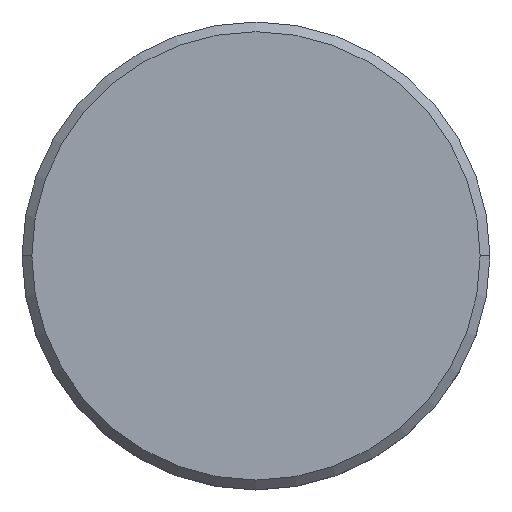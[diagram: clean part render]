
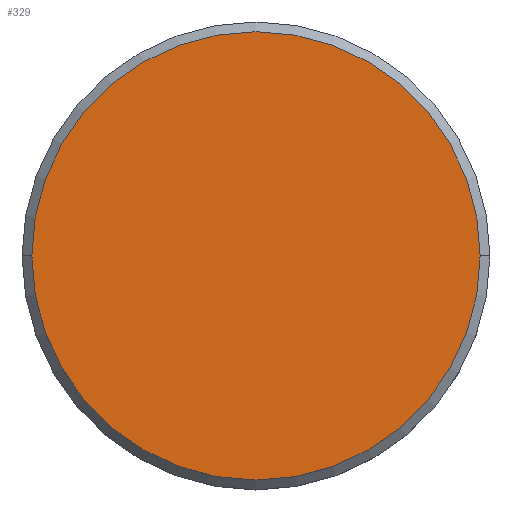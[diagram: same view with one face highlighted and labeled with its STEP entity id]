
A CAD part, top view. The second image highlights one B-rep face of the part: STEP entity #329.
In plain terms, the highlighted planar face has unit normal (0, 0, 1).
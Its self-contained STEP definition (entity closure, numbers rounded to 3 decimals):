
#20 = EDGE_CURVE ( 'NONE', #107, #581, #544, .T. ) ;
#95 = DIRECTION ( 'NONE',  ( 0., 0., 1. ) ) ;
#106 = DIRECTION ( 'NONE',  ( 1., 0., 0. ) ) ;
#107 = VERTEX_POINT ( 'NONE', #525 ) ;
#184 = CARTESIAN_POINT ( 'NONE',  ( -11.5, 0., 0. ) ) ;
#213 = AXIS2_PLACEMENT_3D ( 'NONE', #222, #95, #106 ) ;
#222 = CARTESIAN_POINT ( 'NONE',  ( 0., 0., 0. ) ) ;
#295 = ORIENTED_EDGE ( 'NONE', *, *, #20, .T. ) ;
#312 = DIRECTION ( 'NONE',  ( 1., 0., 0. ) ) ;
#329 = ADVANCED_FACE ( 'NONE', ( #935 ), #766, .T. ) ;
#412 = AXIS2_PLACEMENT_3D ( 'NONE', #844, #1111, #312 ) ;
#525 = CARTESIAN_POINT ( 'NONE',  ( 11.5, 0., 0. ) ) ;
#544 = CIRCLE ( 'NONE', #715, 11.5 ) ;
#581 = VERTEX_POINT ( 'NONE', #184 ) ;
#715 = AXIS2_PLACEMENT_3D ( 'NONE', #1046, #719, #795 ) ;
#719 = DIRECTION ( 'NONE',  ( 0., 0., 1. ) ) ;
#725 = CIRCLE ( 'NONE', #213, 11.5 ) ;
#766 = PLANE ( 'NONE',  #412 ) ;
#795 = DIRECTION ( 'NONE',  ( 1., 0., 0. ) ) ;
#822 = EDGE_CURVE ( 'NONE', #581, #107, #725, .T. ) ;
#844 = CARTESIAN_POINT ( 'NONE',  ( 0., 0., 0. ) ) ;
#910 = ORIENTED_EDGE ( 'NONE', *, *, #822, .T. ) ;
#928 = EDGE_LOOP ( 'NONE', ( #910, #295 ) ) ;
#935 = FACE_OUTER_BOUND ( 'NONE', #928, .T. ) ;
#1046 = CARTESIAN_POINT ( 'NONE',  ( 0., 0., 0. ) ) ;
#1111 = DIRECTION ( 'NONE',  ( 0., 0., 1. ) ) ;
